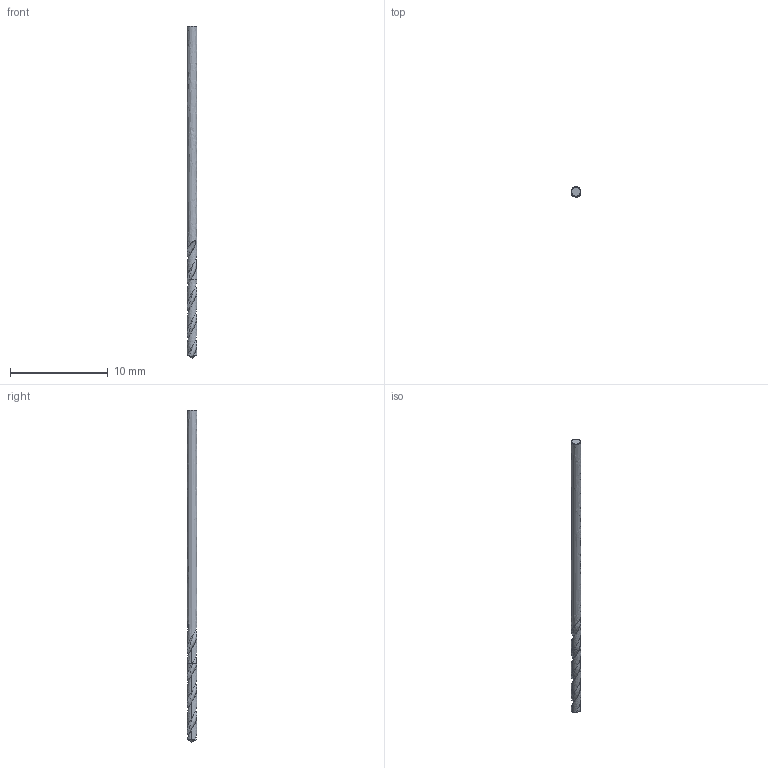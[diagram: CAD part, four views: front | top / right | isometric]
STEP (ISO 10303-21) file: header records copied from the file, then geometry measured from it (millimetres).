
FILE_DESCRIPTION(('STEP'), '1');
FILE_NAME('10472941.stp', '2020-03-09T13:15:51', ('TDM Systems GmbH'), ('TDM Systems GmbH'), 'HarmonyWare STEP v2.1.2-dev Express v3.0.0.0', 'TDM', 'Unknown');
FILE_SCHEMA(('AUTOMOTIVE_DESIGN'));
Length unit declared in the file: millimetre
Products named in the file (1): NONE
Bounding box: 1 x 1 x 34 mm (x, y, z)
Volume: 23.4 mm3; surface area: 112 mm2
Topology: 2 solids, 2 shells, 26 faces, 75 edges, 57 vertices
Faces by surface type: bspline 23, plane 3
Entity records: 5725 total; most frequent: CARTESIAN_POINT 5127, ORIENTED_EDGE 140, EDGE_CURVE 70, DIRECTION 63, VERTEX_POINT 48, B_SPLINE_CURVE_WITH_KNOTS 37, ADVANCED_FACE 26, FACE_OUTER_BOUND 26
